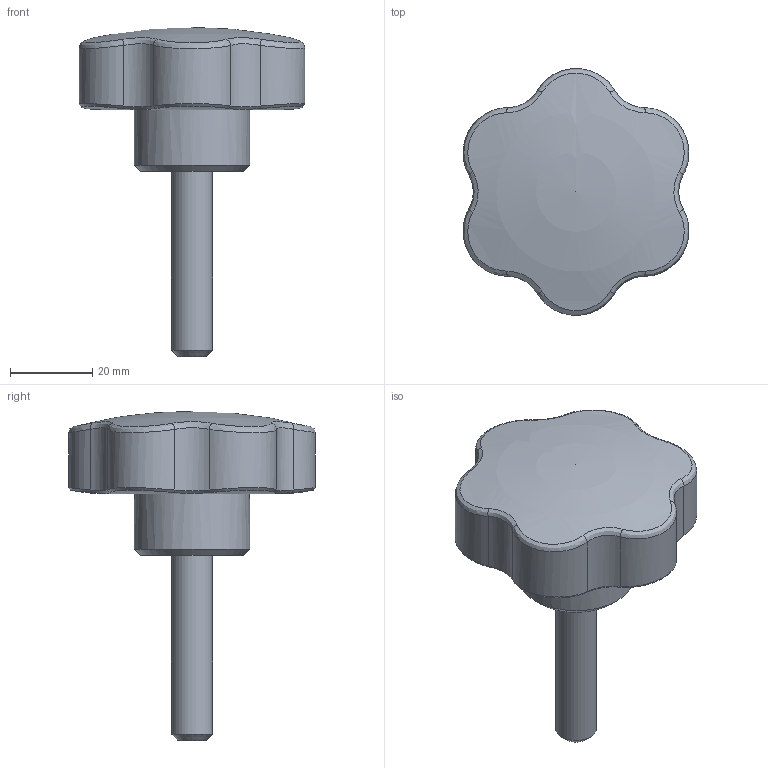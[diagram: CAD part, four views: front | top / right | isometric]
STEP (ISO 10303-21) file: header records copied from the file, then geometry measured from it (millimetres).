
FILE_DESCRIPTION( ( 'Unknown' ), '1' );
FILE_NAME( '6112350_VP60_M10x45.stp', 'Unknown', ( 'Unknown' ), ( 'Unknown' ), 'PSStep 11.0', 'Unknown', ' ' );
FILE_SCHEMA( ( 'AUTOMOTIVE_DESIGN { 1 0 10303 214 1 1 1 1 }' ) );
Length unit declared in the file: millimetre
Products named in the file (1): 6112350
Bounding box: 54.91 x 60 x 80 mm (x, y, z)
Volume: 47108.7 mm3; surface area: 14570.9 mm2
Topology: 1 solids, 7 shells, 93 faces, 210 edges, 131 vertices
Faces by surface type: plane 38, bspline 25, cylinder 20, torus 6, cone 3, sphere 1
Full cylindrical faces by diameter (mm): 10 x1, 28 x1
Entity records: 7965 total; most frequent: CARTESIAN_POINT 5409, ORIENTED_EDGE 396, DIRECTION 306, EDGE_CURVE 198, VERTEX_POINT 126, AXIS2_PLACEMENT_3D 123, EDGE_LOOP 100, FACE_OUTER_BOUND 96
